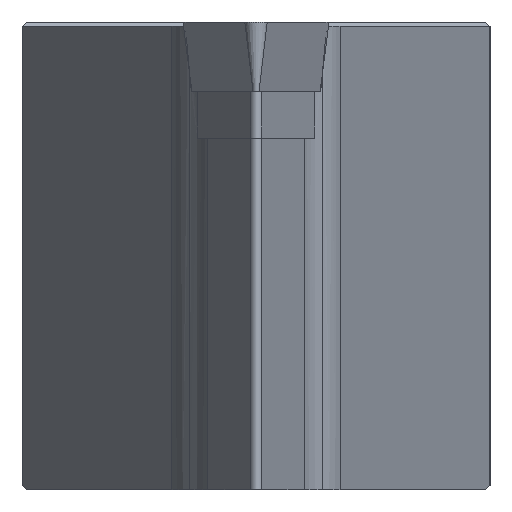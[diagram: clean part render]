
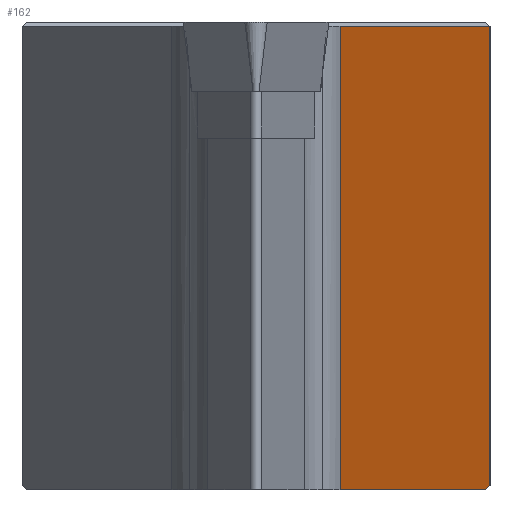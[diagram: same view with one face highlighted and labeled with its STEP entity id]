
A CAD part, left-side view. The second image highlights one B-rep face of the part: STEP entity #162.
In plain terms, the highlighted planar face has unit normal (-0.301, -0.954, 0).
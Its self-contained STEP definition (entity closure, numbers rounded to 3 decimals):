
#162=ADVANCED_FACE('',(#240),#199,.F.);
#199=PLANE('',#892);
#240=FACE_OUTER_BOUND('',#283,.T.);
#283=EDGE_LOOP('',(#445,#446,#447,#448,#449,#450,#451));
#445=ORIENTED_EDGE('',*,*,#607,.T.);
#446=ORIENTED_EDGE('',*,*,#636,.F.);
#447=ORIENTED_EDGE('',*,*,#631,.F.);
#448=ORIENTED_EDGE('',*,*,#643,.F.);
#449=ORIENTED_EDGE('',*,*,#622,.F.);
#450=ORIENTED_EDGE('',*,*,#655,.F.);
#451=ORIENTED_EDGE('',*,*,#600,.F.);
#527=VERTEX_POINT('',#1183);
#528=VERTEX_POINT('',#1185);
#533=VERTEX_POINT('',#1197);
#543=VERTEX_POINT('',#1227);
#544=VERTEX_POINT('',#1229);
#551=VERTEX_POINT('',#1246);
#553=VERTEX_POINT('',#1249);
#600=EDGE_CURVE('',#527,#528,#696,.T.);
#607=EDGE_CURVE('',#527,#533,#700,.T.);
#622=EDGE_CURVE('',#543,#544,#709,.T.);
#631=EDGE_CURVE('',#551,#553,#718,.T.);
#636=EDGE_CURVE('',#553,#533,#723,.T.);
#643=EDGE_CURVE('',#544,#551,#730,.T.);
#655=EDGE_CURVE('',#528,#543,#742,.T.);
#696=LINE('',#1184,#779);
#700=LINE('',#1198,#783);
#709=LINE('',#1228,#792);
#718=LINE('',#1248,#801);
#723=LINE('',#1256,#806);
#730=LINE('',#1270,#813);
#742=LINE('',#1292,#825);
#779=VECTOR('',#964,1.);
#783=VECTOR('',#976,1.);
#792=VECTOR('',#1007,1.);
#801=VECTOR('',#1020,1.);
#806=VECTOR('',#1027,1.);
#813=VECTOR('',#1040,1.);
#825=VECTOR('',#1072,1.);
#892=AXIS2_PLACEMENT_3D('',#1295,#1076,#1077);
#964=DIRECTION('',(0.954,-0.301,0.));
#976=DIRECTION('',(0.,0.,-1.));
#1007=DIRECTION('',(0.913,-0.288,-0.288));
#1020=DIRECTION('',(-0.913,0.288,-0.288));
#1027=DIRECTION('',(-0.954,0.301,0.));
#1040=DIRECTION('',(0.,0.,-1.));
#1072=DIRECTION('',(0.69,-0.218,0.69));
#1076=DIRECTION('',(0.301,0.954,0.));
#1077=DIRECTION('',(-0.954,0.301,0.));
#1183=CARTESIAN_POINT('',(18.223,-21.746,-0.3));
#1184=CARTESIAN_POINT('',(50.746,-32.,-0.3));
#1185=CARTESIAN_POINT('',(50.7,-31.986,-0.3));
#1197=CARTESIAN_POINT('',(18.223,-21.746,-32.));
#1198=CARTESIAN_POINT('',(18.223,-21.746,-40.));
#1227=CARTESIAN_POINT('',(50.711,-31.989,-0.289));
#1228=CARTESIAN_POINT('',(61.187,-35.292,-3.592));
#1229=CARTESIAN_POINT('',(50.746,-32.,-0.3));
#1246=CARTESIAN_POINT('',(50.746,-32.,-31.7));
#1248=CARTESIAN_POINT('',(48.563,-31.312,-32.388));
#1249=CARTESIAN_POINT('',(49.794,-31.7,-32.));
#1256=CARTESIAN_POINT('',(50.746,-32.,-32.));
#1270=CARTESIAN_POINT('',(50.746,-32.,-40.));
#1292=CARTESIAN_POINT('',(31.814,-26.031,-19.186));
#1295=CARTESIAN_POINT('',(50.746,-32.,-40.));
